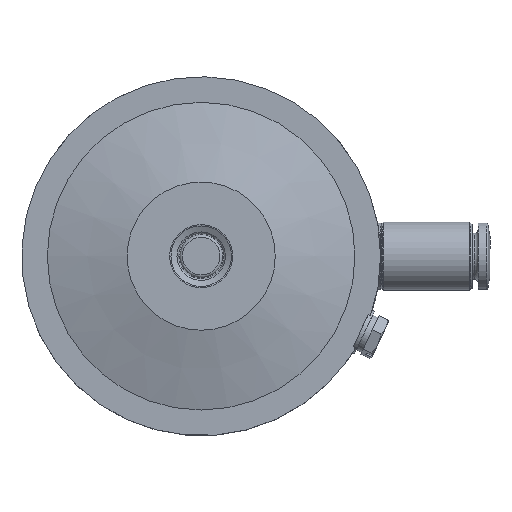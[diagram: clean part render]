
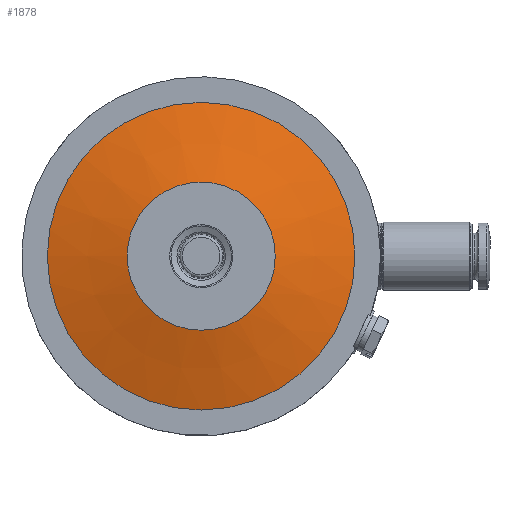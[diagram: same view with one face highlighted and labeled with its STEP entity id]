
A CAD part, top view. The second image highlights one B-rep face of the part: STEP entity #1878.
In plain terms, the highlighted conical face has half-angle 75 degrees and reference radius 18 mm.
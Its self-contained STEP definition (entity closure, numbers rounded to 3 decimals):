
#172=CONICAL_SURFACE('',#2001,18.,1.309);
#262=ORIENTED_EDGE('',*,*,#559,.T.);
#263=ORIENTED_EDGE('',*,*,#560,.F.);
#559=EDGE_CURVE('',#708,#708,#821,.T.);
#560=EDGE_CURVE('',#709,#709,#822,.T.);
#708=VERTEX_POINT('',#2615);
#709=VERTEX_POINT('',#2618);
#821=CIRCLE('',#2000,8.67);
#822=CIRCLE('',#2002,18.);
#895=EDGE_LOOP('',(#262));
#896=EDGE_LOOP('',(#263));
#1048=FACE_BOUND('',#895,.T.);
#1049=FACE_BOUND('',#896,.T.);
#1878=ADVANCED_FACE('',(#1048,#1049),#172,.T.);
#2000=AXIS2_PLACEMENT_3D('',#2614,#2185,#2186);
#2001=AXIS2_PLACEMENT_3D('',#2616,#2187,#2188);
#2002=AXIS2_PLACEMENT_3D('',#2617,#2189,#2190);
#2185=DIRECTION('',(0.,0.,-1.));
#2186=DIRECTION('',(-1.,0.,0.));
#2187=DIRECTION('',(0.,0.,-1.));
#2188=DIRECTION('',(-1.,0.,0.));
#2189=DIRECTION('',(0.,0.,-1.));
#2190=DIRECTION('',(1.,0.,0.));
#2614=CARTESIAN_POINT('',(0.,0.,14.5));
#2615=CARTESIAN_POINT('',(-8.67,0.,14.5));
#2616=CARTESIAN_POINT('',(0.,0.,12.));
#2617=CARTESIAN_POINT('',(0.,0.,12.));
#2618=CARTESIAN_POINT('',(18.,0.,12.));
